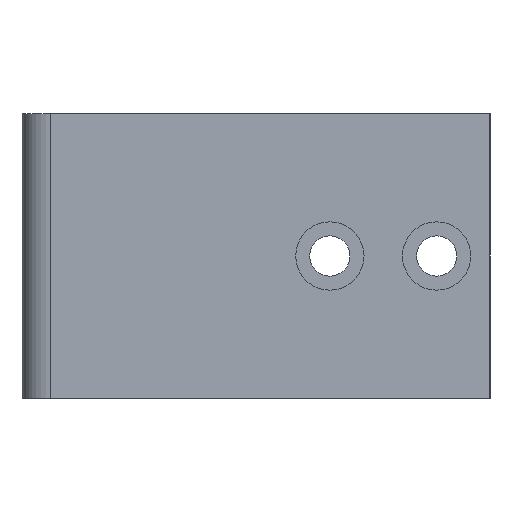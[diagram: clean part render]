
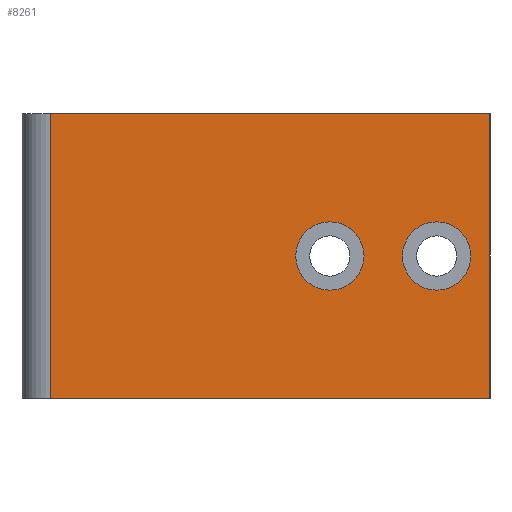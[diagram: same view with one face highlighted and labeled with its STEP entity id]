
A CAD part, front view. The second image highlights one B-rep face of the part: STEP entity #8261.
In plain terms, the highlighted planar face has unit normal (0, -1, 0).
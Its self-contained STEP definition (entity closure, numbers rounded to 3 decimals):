
#459=FACE_BOUND('',#1263,.T.);
#460=FACE_BOUND('',#1264,.T.);
#510=PLANE('',#8782);
#768=FACE_OUTER_BOUND('',#1262,.T.);
#1262=EDGE_LOOP('',(#5856,#5857,#5858,#5859));
#1263=EDGE_LOOP('',(#5860));
#1264=EDGE_LOOP('',(#5861));
#1782=LINE('',#11051,#2606);
#1784=LINE('',#11057,#2608);
#1878=LINE('',#11615,#2702);
#1879=LINE('',#11616,#2703);
#2606=VECTOR('',#9244,10.);
#2608=VECTOR('',#9250,10.);
#2702=VECTOR('',#9410,10.);
#2703=VECTOR('',#9411,10.);
#3464=CIRCLE('',#8783,4.8);
#3465=CIRCLE('',#8784,4.8);
#3585=VERTEX_POINT('',#11048);
#3586=VERTEX_POINT('',#11050);
#3588=VERTEX_POINT('',#11056);
#3764=VERTEX_POINT('',#11614);
#3765=VERTEX_POINT('',#11617);
#3766=VERTEX_POINT('',#11619);
#4421=EDGE_CURVE('',#3585,#3586,#1782,.T.);
#4424=EDGE_CURVE('',#3588,#3586,#1784,.T.);
#4601=EDGE_CURVE('',#3585,#3764,#1878,.T.);
#4602=EDGE_CURVE('',#3764,#3588,#1879,.T.);
#4603=EDGE_CURVE('',#3765,#3765,#3464,.T.);
#4604=EDGE_CURVE('',#3766,#3766,#3465,.T.);
#5856=ORIENTED_EDGE('',*,*,#4421,.F.);
#5857=ORIENTED_EDGE('',*,*,#4601,.T.);
#5858=ORIENTED_EDGE('',*,*,#4602,.T.);
#5859=ORIENTED_EDGE('',*,*,#4424,.T.);
#5860=ORIENTED_EDGE('',*,*,#4603,.T.);
#5861=ORIENTED_EDGE('',*,*,#4604,.T.);
#8261=ADVANCED_FACE('',(#768,#459,#460),#510,.T.);
#8782=AXIS2_PLACEMENT_3D('',#11613,#9408,#9409);
#8783=AXIS2_PLACEMENT_3D('',#11618,#9412,#9413);
#8784=AXIS2_PLACEMENT_3D('',#11620,#9414,#9415);
#9244=DIRECTION('',(0.,0.,1.));
#9250=DIRECTION('',(-1.,0.,0.));
#9408=DIRECTION('center_axis',(0.,-1.,0.));
#9409=DIRECTION('ref_axis',(1.,0.,0.));
#9410=DIRECTION('',(1.,0.,0.));
#9411=DIRECTION('',(0.,0.,1.));
#9412=DIRECTION('center_axis',(0.,1.,0.));
#9413=DIRECTION('ref_axis',(1.,0.,0.));
#9414=DIRECTION('center_axis',(0.,1.,0.));
#9415=DIRECTION('ref_axis',(1.,0.,0.));
#11048=CARTESIAN_POINT('',(-3.84,-33.,-11.8));
#11050=CARTESIAN_POINT('',(-3.84,-33.,28.2));
#11051=CARTESIAN_POINT('',(-3.84,-33.,18.2));
#11056=CARTESIAN_POINT('',(57.92,-33.,28.2));
#11057=CARTESIAN_POINT('',(-7.84,-33.,28.2));
#11613=CARTESIAN_POINT('Origin',(-7.84,-33.,18.2));
#11614=CARTESIAN_POINT('',(57.92,-33.,-11.8));
#11615=CARTESIAN_POINT('',(-7.84,-33.,-11.8));
#11616=CARTESIAN_POINT('',(57.92,-33.,18.2));
#11617=CARTESIAN_POINT('',(30.62,-33.,8.2));
#11618=CARTESIAN_POINT('Origin',(35.42,-33.,8.2));
#11619=CARTESIAN_POINT('',(45.62,-33.,8.2));
#11620=CARTESIAN_POINT('Origin',(50.42,-33.,8.2));
